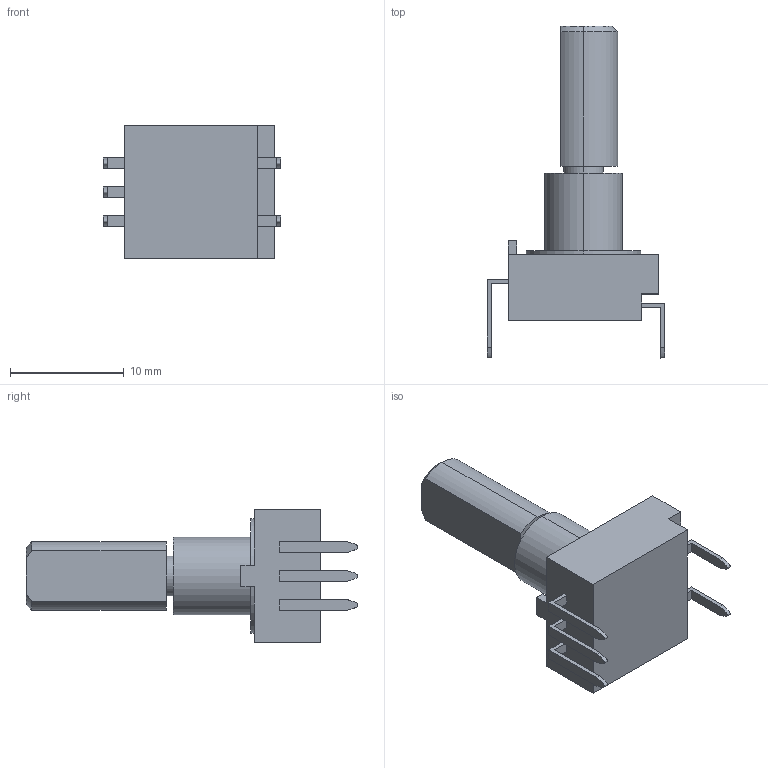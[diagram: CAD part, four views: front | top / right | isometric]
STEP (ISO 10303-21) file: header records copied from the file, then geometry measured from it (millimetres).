
FILE_DESCRIPTION (( 'STEP AP214' ), '1' );
FILE_NAME ('RotaryEncoder.STEP', '2018-03-18T00:41:29', ( '' ), ( '' ), 'SwSTEP 2.0', 'SolidWorks 2017', '' );
FILE_SCHEMA (( 'AUTOMOTIVE_DESIGN' ));
Length unit declared in the file: millimetre
Products named in the file (1): RotaryEncoder
Bounding box: 15.6 x 29.12 x 11.7 mm (x, y, z)
Volume: 1454.5 mm3; surface area: 1104.9 mm2
Topology: 1 solids, 1 shells, 64 faces, 157 edges, 104 vertices
Faces by surface type: plane 47, cylinder 9, bspline 5, cone 3
Entity records: 2594 total; most frequent: CARTESIAN_POINT 377, ORIENTED_EDGE 314, DIRECTION 286, EDGE_CURVE 157, VECTOR 124, LINE 124, VERTEX_POINT 104, AXIS2_PLACEMENT_3D 81
